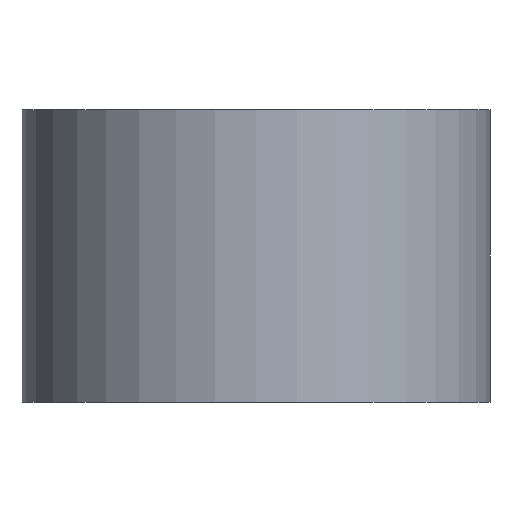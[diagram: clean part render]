
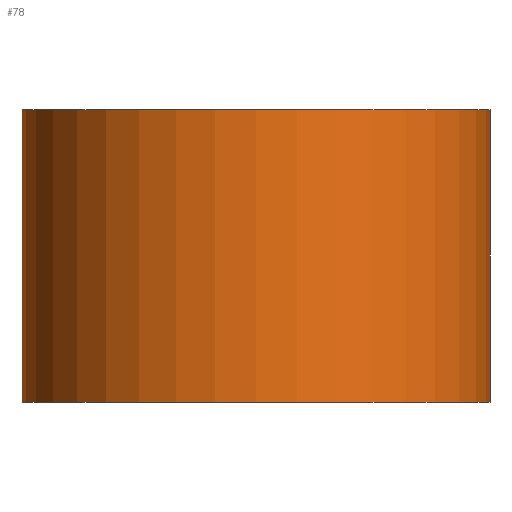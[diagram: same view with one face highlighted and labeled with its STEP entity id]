
A CAD part, front view. The second image highlights one B-rep face of the part: STEP entity #78.
In plain terms, the highlighted cylindrical face has radius 20 mm (diameter 40 mm), a partial arc.
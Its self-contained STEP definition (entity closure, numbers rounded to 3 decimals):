
#10 = CYLINDRICAL_SURFACE ( 'NONE', #282, 20. ) ;
#14 = EDGE_CURVE ( 'NONE', #131, #324, #156, .T. ) ;
#21 = VECTOR ( 'NONE', #92, 1000. ) ;
#24 = EDGE_CURVE ( 'NONE', #249, #187, #190, .T. ) ;
#27 = FACE_OUTER_BOUND ( 'NONE', #116, .T. ) ;
#37 = DIRECTION ( 'NONE',  ( 0., 0., 1. ) ) ;
#49 = CARTESIAN_POINT ( 'NONE',  ( 20., 0., 40. ) ) ;
#70 = DIRECTION ( 'NONE',  ( 1., 0., 0. ) ) ;
#74 = AXIS2_PLACEMENT_3D ( 'NONE', #219, #182, #241 ) ;
#78 = ADVANCED_FACE ( 'NONE', ( #27 ), #10, .T. ) ;
#92 = DIRECTION ( 'NONE',  ( 0., 0., 1. ) ) ;
#116 = EDGE_LOOP ( 'NONE', ( #238, #210, #216, #298 ) ) ;
#117 = CARTESIAN_POINT ( 'NONE',  ( 20., 0., 0. ) ) ;
#131 = VERTEX_POINT ( 'NONE', #290 ) ;
#138 = AXIS2_PLACEMENT_3D ( 'NONE', #269, #37, #246 ) ;
#141 = LINE ( 'NONE', #49, #209 ) ;
#156 = CIRCLE ( 'NONE', #138, 20. ) ;
#177 = EDGE_CURVE ( 'NONE', #249, #131, #255, .T. ) ;
#182 = DIRECTION ( 'NONE',  ( 0., 0., 1. ) ) ;
#186 = EDGE_CURVE ( 'NONE', #187, #324, #141, .T. ) ;
#187 = VERTEX_POINT ( 'NONE', #117 ) ;
#190 = CIRCLE ( 'NONE', #74, 20. ) ;
#194 = CARTESIAN_POINT ( 'NONE',  ( -20., 0., 0. ) ) ;
#208 = DIRECTION ( 'NONE',  ( 0., 0., 1. ) ) ;
#209 = VECTOR ( 'NONE', #306, 1000. ) ;
#210 = ORIENTED_EDGE ( 'NONE', *, *, #24, .T. ) ;
#216 = ORIENTED_EDGE ( 'NONE', *, *, #186, .T. ) ;
#219 = CARTESIAN_POINT ( 'NONE',  ( 0., 0., 0. ) ) ;
#231 = CARTESIAN_POINT ( 'NONE',  ( 0., 0., 40. ) ) ;
#238 = ORIENTED_EDGE ( 'NONE', *, *, #177, .F. ) ;
#241 = DIRECTION ( 'NONE',  ( 1., 0., 0. ) ) ;
#246 = DIRECTION ( 'NONE',  ( 1., 0., 0. ) ) ;
#249 = VERTEX_POINT ( 'NONE', #194 ) ;
#255 = LINE ( 'NONE', #256, #21 ) ;
#256 = CARTESIAN_POINT ( 'NONE',  ( -20., 0., 40. ) ) ;
#269 = CARTESIAN_POINT ( 'NONE',  ( 0., 0., 25. ) ) ;
#281 = CARTESIAN_POINT ( 'NONE',  ( 20., 0., 25. ) ) ;
#282 = AXIS2_PLACEMENT_3D ( 'NONE', #231, #208, #70 ) ;
#290 = CARTESIAN_POINT ( 'NONE',  ( -20., 0., 25. ) ) ;
#298 = ORIENTED_EDGE ( 'NONE', *, *, #14, .F. ) ;
#306 = DIRECTION ( 'NONE',  ( 0., 0., 1. ) ) ;
#324 = VERTEX_POINT ( 'NONE', #281 ) ;
